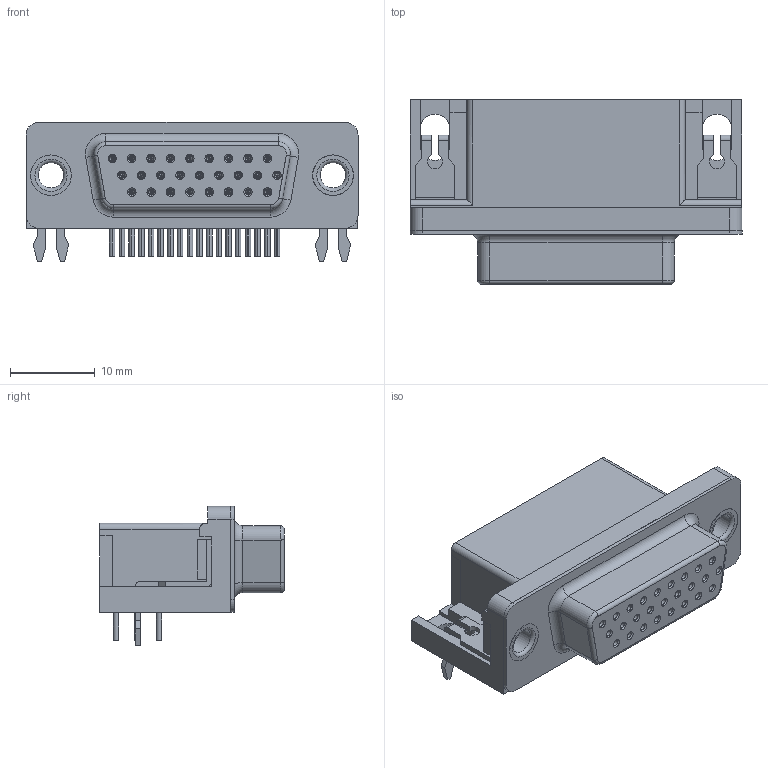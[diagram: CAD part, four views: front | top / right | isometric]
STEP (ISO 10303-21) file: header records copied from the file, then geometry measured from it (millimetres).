
FILE_DESCRIPTION(/* description */ ('Unknown'),/* implementation_level */ '2;1');
FILE_NAME(/* name */ '618026325223',/* time_stamp */ '2018-11-12T09:53:57+01:00',/* author */ ('Unknown'),/* organization */ ('Unknown'),/* preprocessor_version */ 'ST-DEVELOPER v16.7',/* originating_system */ 'DEX',/* authorisation */ $);
FILE_SCHEMA (('AUTOMOTIVE_DESIGN {1 0 10303 214 3 1 1}'));
Length unit declared in the file: millimetre
Products named in the file (9): 6180xx325223; 6180263xxx23_Housing; 6180263xxx23; 6180xx3xxx23_Serrage; 6180xx3xxx23_Clip; 6180xx3xxx23_PIN_BIS; 6180xx3xxx23_PIN_REBIS; 6180xx3xxx23_PIN; 6180263xxx23_Passage
Assembly tree (33 placements, depth 2):
  6180xx325223
    6180263xxx23_Housing
    6180263xxx23
    6180xx3xxx23_Serrage  x2
    6180xx3xxx23_Clip  x2
    6180xx3xxx23_PIN_BIS  x8
    6180xx3xxx23_PIN_REBIS  x9
    6180xx3xxx23_PIN  x9
    6180263xxx23_Passage
Bounding box: 39.21 x 21.8 x 16.45 mm (x, y, z)
Volume: 4910.1 mm3; surface area: 12643.6 mm2
Topology: 33 solids, 33 shells, 3654 faces, 9362 edges, 5797 vertices
Faces by surface type: plane 1980, cylinder 642, bspline 416, cone 340, torus 276
Full cylindrical faces by diameter (mm): 0.7 x26, 1.4 x26, 3 x2, 4 x8
Entity records: 36078 total; most frequent: CARTESIAN_POINT 8081, ORIENTED_EDGE 5694, DIRECTION 5525, EDGE_CURVE 2847, LINE 2225, VECTOR 2225, VERTEX_POINT 1854, AXIS2_PLACEMENT_3D 1650
